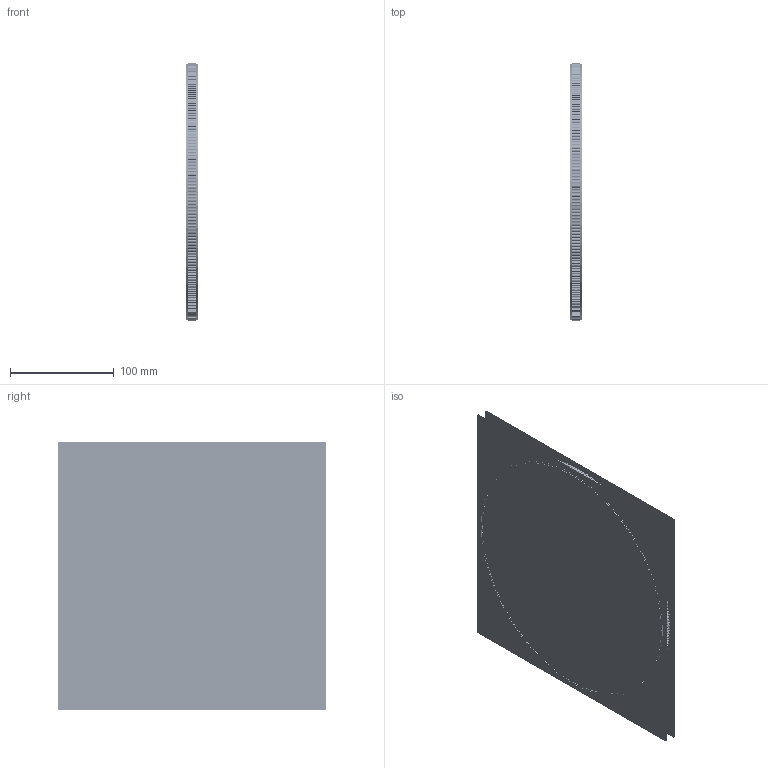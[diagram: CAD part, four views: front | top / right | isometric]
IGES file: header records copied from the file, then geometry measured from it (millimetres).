
Start section:  PTC IGES file: fe648z.igs
Global section: file name: fe648z.igs; native system: Creo Parametric by Parametric Technology Corporation; preprocessor: 2013150; author: sales 4; organization: Unknown; date: 20140324.142508; units: millimetre
Bounding box: 11.44 x 257.71 x 257.72 mm (x, y, z)
Volume: 16371 mm3; surface area: 1463592.5 mm2
Topology: 247 solids, 247 shells, 14704 faces, 81220 edges, 104728 vertices
Faces by surface type: revolution 9848, bspline 4856
